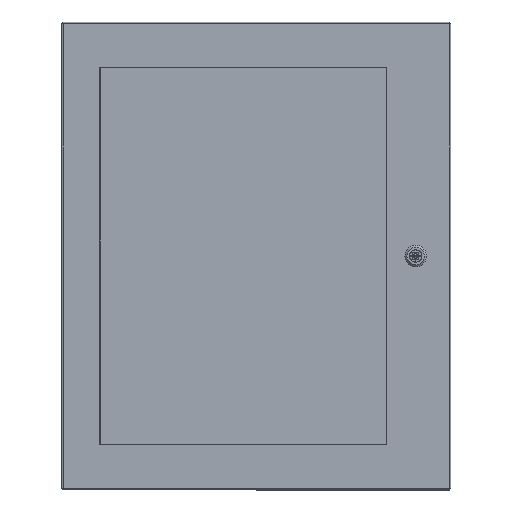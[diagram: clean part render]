
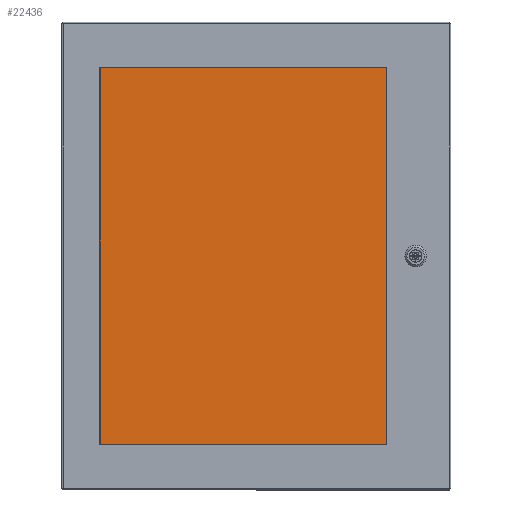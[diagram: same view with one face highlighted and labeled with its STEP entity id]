
A CAD part, front view. The second image highlights one B-rep face of the part: STEP entity #22436.
In plain terms, the highlighted planar face has unit normal (0, -1, 0).
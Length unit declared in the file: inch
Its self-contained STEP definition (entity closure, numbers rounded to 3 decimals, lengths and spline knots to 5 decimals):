
#584 = PLANE ( 'NONE',  #34257 ) ;
#1045 = ORIENTED_EDGE ( 'NONE', *, *, #21131, .F. ) ;
#1743 = DIRECTION ( 'NONE',  ( -1., 0., 0. ) ) ;
#1757 = EDGE_CURVE ( 'NONE', #1854, #4622, #3952, .T. ) ;
#1854 = VERTEX_POINT ( 'NONE', #12568 ) ;
#1993 = EDGE_CURVE ( 'NONE', #6291, #1854, #4957, .T. ) ;
#3847 = VERTEX_POINT ( 'NONE', #37039 ) ;
#3952 = LINE ( 'NONE', #6756, #31794 ) ;
#4234 = ORIENTED_EDGE ( 'NONE', *, *, #1993, .F. ) ;
#4622 = VERTEX_POINT ( 'NONE', #34874 ) ;
#4957 = LINE ( 'NONE', #25582, #13861 ) ;
#6291 = VERTEX_POINT ( 'NONE', #25341 ) ;
#6605 = CARTESIAN_POINT ( 'NONE',  ( 7.0675, -8.765, 10.031 ) ) ;
#6756 = CARTESIAN_POINT ( 'NONE',  ( -7.986, -8.765, 9.6465 ) ) ;
#6820 = CARTESIAN_POINT ( 'NONE',  ( 6.683, -8.765, -9.6475 ) ) ;
#9961 = EDGE_CURVE ( 'NONE', #4622, #3847, #38590, .T. ) ;
#12568 = CARTESIAN_POINT ( 'NONE',  ( -7.986, -8.765, -9.6475 ) ) ;
#13543 = DIRECTION ( 'NONE',  ( 1., 0., 0. ) ) ;
#13861 = VECTOR ( 'NONE', #1743, 39.37008 ) ;
#15142 = ORIENTED_EDGE ( 'NONE', *, *, #9961, .F. ) ;
#15247 = FACE_OUTER_BOUND ( 'NONE', #15686, .T. ) ;
#15686 = EDGE_LOOP ( 'NONE', ( #1045, #15142, #23218, #4234 ) ) ;
#16560 = CARTESIAN_POINT ( 'NONE',  ( 6.683, -8.765, 9.6465 ) ) ;
#18262 = DIRECTION ( 'NONE',  ( 0., -1., 0. ) ) ;
#19061 = DIRECTION ( 'NONE',  ( 0., 0., -1. ) ) ;
#21131 = EDGE_CURVE ( 'NONE', #3847, #6291, #28677, .T. ) ;
#21815 = VECTOR ( 'NONE', #13543, 39.37008 ) ;
#22436 = ADVANCED_FACE ( 'NONE', ( #15247 ), #584, .T. ) ;
#23218 = ORIENTED_EDGE ( 'NONE', *, *, #1757, .F. ) ;
#25341 = CARTESIAN_POINT ( 'NONE',  ( 6.683, -8.765, -9.6475 ) ) ;
#25582 = CARTESIAN_POINT ( 'NONE',  ( -7.986, -8.765, -9.6475 ) ) ;
#26476 = VECTOR ( 'NONE', #19061, 39.37008 ) ;
#27454 = DIRECTION ( 'NONE',  ( -1., 0., 0. ) ) ;
#28677 = LINE ( 'NONE', #6820, #26476 ) ;
#31794 = VECTOR ( 'NONE', #33639, 39.37008 ) ;
#33639 = DIRECTION ( 'NONE',  ( 0., 0., 1. ) ) ;
#34257 = AXIS2_PLACEMENT_3D ( 'NONE', #6605, #18262, #27454 ) ;
#34874 = CARTESIAN_POINT ( 'NONE',  ( -7.986, -8.765, 9.6465 ) ) ;
#37039 = CARTESIAN_POINT ( 'NONE',  ( 6.683, -8.765, 9.6465 ) ) ;
#38590 = LINE ( 'NONE', #16560, #21815 ) ;
